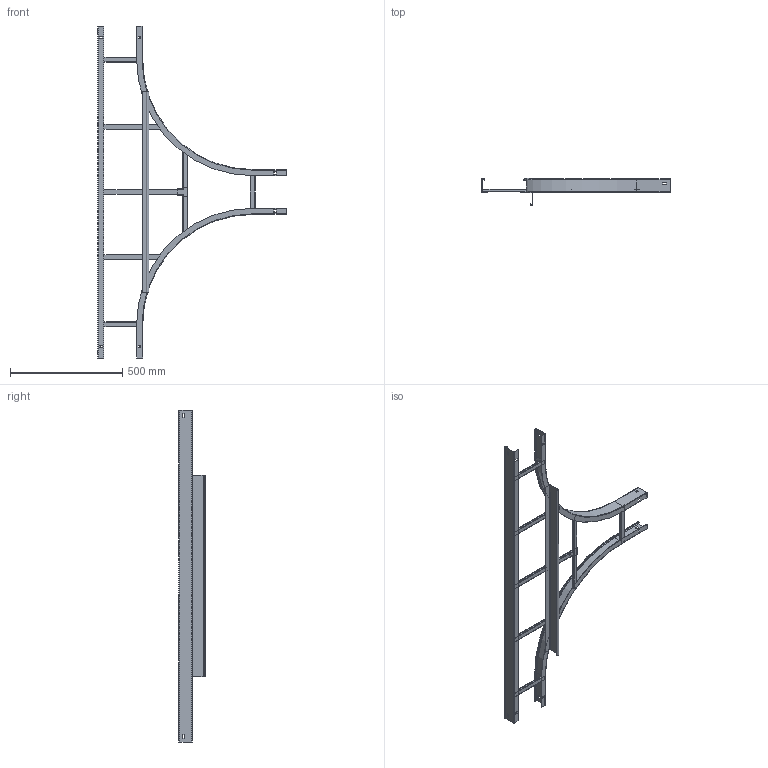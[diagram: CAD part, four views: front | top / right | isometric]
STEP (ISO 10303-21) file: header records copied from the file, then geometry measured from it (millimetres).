
FILE_DESCRIPTION((''),'2;1');
FILE_NAME('6213529_REF_ASM','2013-01-08T',('AndreasKeweloh'),(''),'PRO/ENGINEER BY PARAMETRIC TECHNOLOGY CORPORATION, 2012230','PRO/ENGINEER BY PARAMETRIC TECHNOLOGY CORPORATION, 2012230','');
FILE_SCHEMA(('CONFIG_CONTROL_DESIGN'));
Length unit declared in the file: millimetre
Products named in the file (9): 6213529INNENHOLM; 6213529GEGENHOLM; 6213529ST_S_TZHOLM; 6213529_SPR_1; 6213529_SPR_2; 6213529_SPR_3; 6213529_SPR_4; 6213529AUFLAGEBLECH; 6213529_REF_ASM
Assembly tree (12 placements, depth 2):
  6213529_REF_ASM
    6213529INNENHOLM  x2
    6213529GEGENHOLM
    6213529ST_S_TZHOLM
    6213529_SPR_1  x3
    6213529_SPR_2  x2
    6213529_SPR_3
    6213529_SPR_4
    6213529AUFLAGEBLECH
Bounding box: 840 x 120 x 1480 mm (x, y, z)
Volume: 775710.5 mm3; surface area: 1084287.7 mm2
Topology: 12 solids, 12 shells, 387 faces, 1063 edges, 700 vertices
Faces by surface type: plane 220, cylinder 152, torus 8, bspline 7
Entity records: 8756 total; most frequent: CARTESIAN_POINT 1782, DIRECTION 1445, ORIENTED_EDGE 1418, EDGE_CURVE 709, VECTOR 495, LINE 495, AXIS2_PLACEMENT_3D 475, VERTEX_POINT 468
